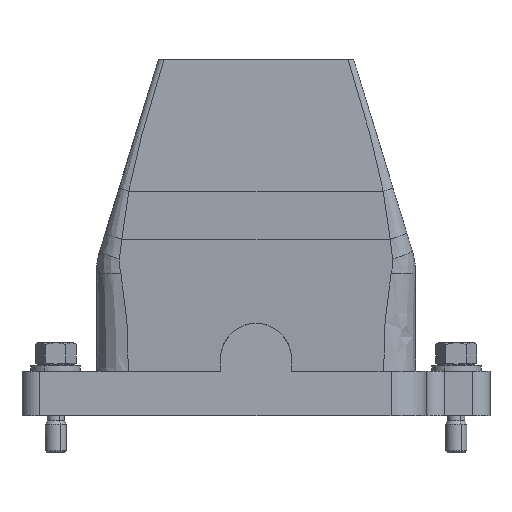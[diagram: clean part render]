
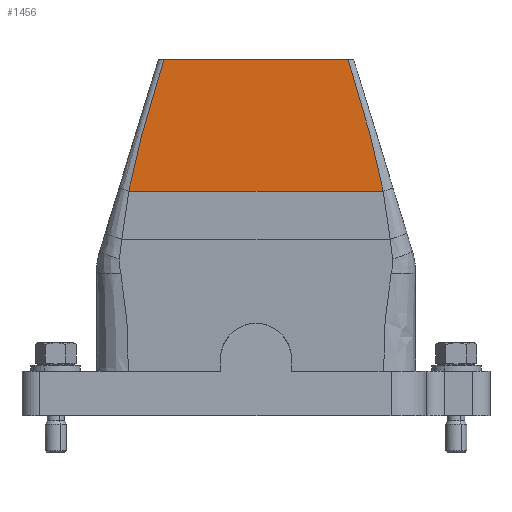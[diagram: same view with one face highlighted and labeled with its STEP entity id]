
A CAD part, left-side view. The second image highlights one B-rep face of the part: STEP entity #1456.
In plain terms, the highlighted planar face has unit normal (-1, 0, 0).
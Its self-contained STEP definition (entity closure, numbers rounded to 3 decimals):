
#1418=AXIS2_PLACEMENT_3D('Plane Axis2P3D',#1415,#1416,#1417) ;
#304=CARTESIAN_POINT('Vertex',(0.,91.931,111.)) ;
#307=CARTESIAN_POINT('Line Origine',(0.,66.,111.)) ;
#311=CARTESIAN_POINT('Vertex',(0.,40.069,111.)) ;
#1382=CARTESIAN_POINT('Vertex',(0.,101.873,73.81)) ;
#1386=CARTESIAN_POINT('Control Point',(0.,101.873,73.81)) ;
#1387=CARTESIAN_POINT('Control Point',(0.,101.157,77.589)) ;
#1388=CARTESIAN_POINT('Control Point',(0.,100.343,81.345)) ;
#1389=CARTESIAN_POINT('Control Point',(0.,99.439,85.08)) ;
#1390=CARTESIAN_POINT('Control Point',(0.,97.976,90.653)) ;
#1391=CARTESIAN_POINT('Control Point',(0.,96.395,96.192)) ;
#1392=CARTESIAN_POINT('Control Point',(0.,95.857,98.036)) ;
#1393=CARTESIAN_POINT('Control Point',(0.,95.038,100.797)) ;
#1394=CARTESIAN_POINT('Control Point',(0.,94.206,103.554)) ;
#1395=CARTESIAN_POINT('Control Point',(0.,93.927,104.473)) ;
#1396=CARTESIAN_POINT('Control Point',(0.,93.508,105.85)) ;
#1397=CARTESIAN_POINT('Control Point',(0.,93.087,107.227)) ;
#1398=CARTESIAN_POINT('Control Point',(0.,92.947,107.686)) ;
#1399=CARTESIAN_POINT('Control Point',(0.,92.71,108.461)) ;
#1400=CARTESIAN_POINT('Control Point',(0.,92.472,109.235)) ;
#1401=CARTESIAN_POINT('Control Point',(0.,92.375,109.551)) ;
#1402=CARTESIAN_POINT('Control Point',(0.,92.235,110.01)) ;
#1403=CARTESIAN_POINT('Control Point',(0.,92.094,110.468)) ;
#1404=CARTESIAN_POINT('Control Point',(0.,92.046,110.624)) ;
#1405=CARTESIAN_POINT('Control Point',(0.,91.992,110.8)) ;
#1406=CARTESIAN_POINT('Control Point',(0.,91.931,111.)) ;
#1415=CARTESIAN_POINT('Axis2P3D Location',(0.,66.,111.)) ;
#1420=CARTESIAN_POINT('Line Origine',(0.,66.,73.81)) ;
#1424=CARTESIAN_POINT('Vertex',(0.,30.127,73.81)) ;
#1428=CARTESIAN_POINT('Control Point',(0.,30.127,73.81)) ;
#1429=CARTESIAN_POINT('Control Point',(0.,31.405,80.556)) ;
#1430=CARTESIAN_POINT('Control Point',(0.,32.998,87.24)) ;
#1431=CARTESIAN_POINT('Control Point',(0.,34.856,93.854)) ;
#1432=CARTESIAN_POINT('Control Point',(0.,36.852,100.486)) ;
#1433=CARTESIAN_POINT('Control Point',(0.,38.877,107.11)) ;
#1434=CARTESIAN_POINT('Control Point',(0.,38.895,107.17)) ;
#1435=CARTESIAN_POINT('Control Point',(0.,38.951,107.351)) ;
#1436=CARTESIAN_POINT('Control Point',(0.,39.006,107.531)) ;
#1437=CARTESIAN_POINT('Control Point',(0.,39.041,107.645)) ;
#1438=CARTESIAN_POINT('Control Point',(0.,39.112,107.878)) ;
#1439=CARTESIAN_POINT('Control Point',(0.,39.184,108.114)) ;
#1440=CARTESIAN_POINT('Control Point',(0.,39.217,108.221)) ;
#1441=CARTESIAN_POINT('Control Point',(0.,39.33,108.59)) ;
#1442=CARTESIAN_POINT('Control Point',(0.,39.445,108.965)) ;
#1443=CARTESIAN_POINT('Control Point',(0.,39.524,109.222)) ;
#1444=CARTESIAN_POINT('Control Point',(0.,39.68,109.732)) ;
#1445=CARTESIAN_POINT('Control Point',(0.,39.837,110.243)) ;
#1446=CARTESIAN_POINT('Control Point',(0.,39.915,110.498)) ;
#1447=CARTESIAN_POINT('Control Point',(0.,39.992,110.75)) ;
#1448=CARTESIAN_POINT('Control Point',(0.,40.069,111.)) ;
#308=DIRECTION('Vector Direction',(0.,-1.,0.)) ;
#1416=DIRECTION('Axis2P3D Direction',(-1.,0.,0.)) ;
#1417=DIRECTION('Axis2P3D XDirection',(0.,0.,-1.)) ;
#1421=DIRECTION('Vector Direction',(0.,-1.,0.)) ;
#309=VECTOR('Line Direction',#308,1.) ;
#1422=VECTOR('Line Direction',#1421,1.) ;
#1451=ORIENTED_EDGE('',*,*,#313,.F.) ;
#1452=ORIENTED_EDGE('',*,*,#1407,.T.) ;
#1453=ORIENTED_EDGE('',*,*,#1426,.T.) ;
#1454=ORIENTED_EDGE('',*,*,#1449,.F.) ;
#1456=ADVANCED_FACE('Hood.1',(#1455),#1419,.T.) ;
#1385=B_SPLINE_CURVE_WITH_KNOTS('',5,(#1386,#1387,#1388,#1389,#1390,#1391,#1392,#1393,#1394,#1395,#1396,#1397,#1398,#1399,#1400,#1401,#1402,#1403,#1404,#1405,#1406),.UNSPECIFIED.,.F.,.U.,(6,3,3,3,3,3,6),(117.984,137.233,146.858,151.67,154.076,155.731,156.483),.UNSPECIFIED.) ;
#1427=B_SPLINE_CURVE_WITH_KNOTS('',5,(#1428,#1429,#1430,#1431,#1432,#1433,#1434,#1435,#1436,#1437,#1438,#1439,#1440,#1441,#1442,#1443,#1444,#1445,#1446,#1447,#1448),.UNSPECIFIED.,.F.,.U.,(6,3,3,3,3,3,6),(0.,48.686,49.132,50.029,50.944,52.721,54.504),.UNSPECIFIED.) ;
#313=EDGE_CURVE('',#305,#312,#310,.T.) ;
#1407=EDGE_CURVE('',#305,#1383,#1385,.F.) ;
#1426=EDGE_CURVE('',#1383,#1425,#1423,.T.) ;
#1449=EDGE_CURVE('',#312,#1425,#1427,.F.) ;
#1450=EDGE_LOOP('',(#1451,#1452,#1453,#1454)) ;
#1455=FACE_OUTER_BOUND('',#1450,.T.) ;
#310=LINE('Line',#307,#309) ;
#1423=LINE('Line',#1420,#1422) ;
#1419=PLANE('',#1418) ;
#305=VERTEX_POINT('',#304) ;
#312=VERTEX_POINT('',#311) ;
#1383=VERTEX_POINT('',#1382) ;
#1425=VERTEX_POINT('',#1424) ;
